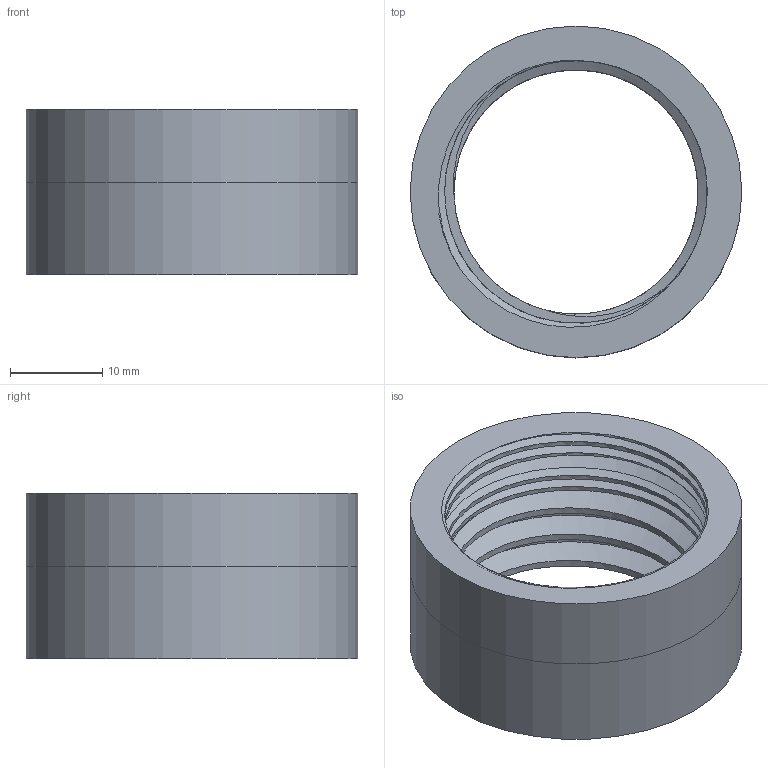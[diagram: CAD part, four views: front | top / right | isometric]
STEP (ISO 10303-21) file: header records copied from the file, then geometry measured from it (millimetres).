
FILE_DESCRIPTION(/* description */ (''),/* implementation_level */ '2;1');
FILE_NAME(/* name */ 'Link Nut.step',/* time_stamp */ '2025-05-01T22:51:45+01:00',/* author */ (''),/* organization */ (''),/* preprocessor_version */ 'ST-DEVELOPER v20.1',/* originating_system */ 'Autodesk Translation Framework v14.4.0.0',/* authorisation */ '');
FILE_SCHEMA (('AUTOMOTIVE_DESIGN { 1 0 10303 214 3 1 1 }'));
Length unit declared in the file: millimetre
Products named in the file (1): Link Nut
Bounding box: 36 x 36 x 18 mm (x, y, z)
Volume: 6457.5 mm3; surface area: 6461.3 mm2
Topology: 2 solids, 2 shells, 35 faces, 90 edges, 60 vertices
Faces by surface type: cylinder 23, bspline 6, plane 5, cone 1
Full cylindrical faces by diameter (mm): 26.491 x2, 28.526 x2, 30.208 x3, 30.392 x2, 36 x2
Entity records: 4322 total; most frequent: CARTESIAN_POINT 3535, ORIENTED_EDGE 180, DIRECTION 112, EDGE_CURVE 90, VERTEX_POINT 60, B_SPLINE_CURVE_WITH_KNOTS 55, AXIS2_PLACEMENT_3D 47, EDGE_LOOP 40
